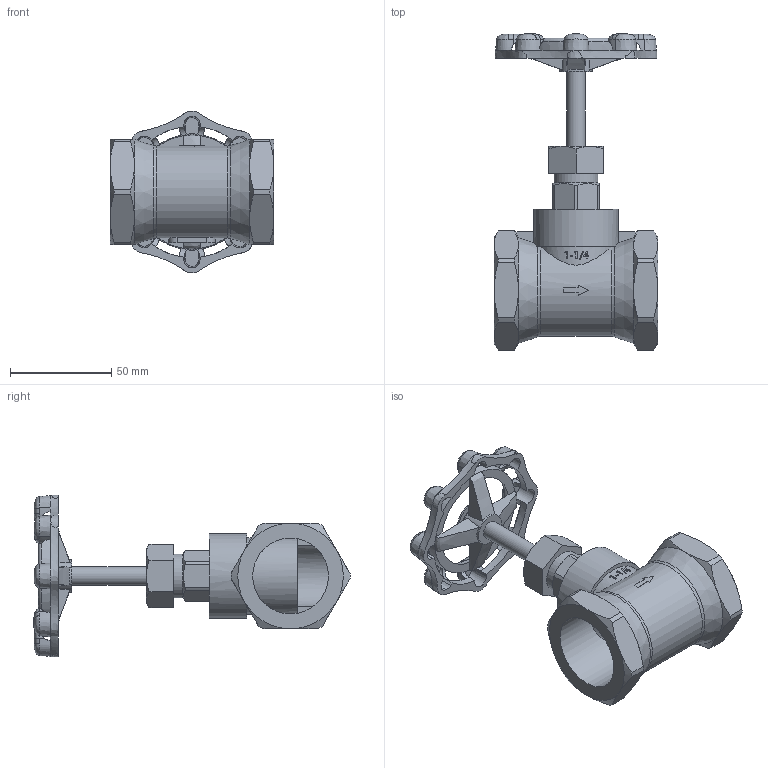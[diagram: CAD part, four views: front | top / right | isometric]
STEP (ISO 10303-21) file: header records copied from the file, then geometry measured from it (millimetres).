
FILE_DESCRIPTION(/* description */ ('Unknown'),/* implementation_level */ '2;1');
FILE_NAME(/* name */ 'GB-200 -DN32',/* time_stamp */ '2020-10-06T10:15:41+08:00',/* author */ ('Unknown'),/* organization */ ('Unknown'),/* preprocessor_version */ 'ST-DEVELOPER v16.7',/* originating_system */ 'DEX',/* authorisation */ $);
FILE_SCHEMA (('AUTOMOTIVE_DESIGN {1 0 10303 214 3 1 1}'));
Length unit declared in the file: millimetre
Products named in the file (1): GB-200 -DN32
Bounding box: 81 x 156.35 x 80 mm (x, y, z)
Volume: 117899.2 mm3; surface area: 51607.6 mm2
Topology: 1 solids, 1 shells, 430 faces, 1247 edges, 817 vertices
Faces by surface type: bspline 159, plane 121, cylinder 59, torus 52, cone 38, sphere 1
Full cylindrical faces by diameter (mm): 6 x1, 9 x1, 16 x1, 20 x1, 21.7 x1, 25 x1, 33 x1, 35 x1, 37.5 x2, 42 x1
Entity records: 30547 total; most frequent: CARTESIAN_POINT 20866, ORIENTED_EDGE 2438, DIRECTION 1365, EDGE_CURVE 1219, VERTEX_POINT 808, B_SPLINE_CURVE_WITH_KNOTS 699, AXIS2_PLACEMENT_3D 573, EDGE_LOOP 473
